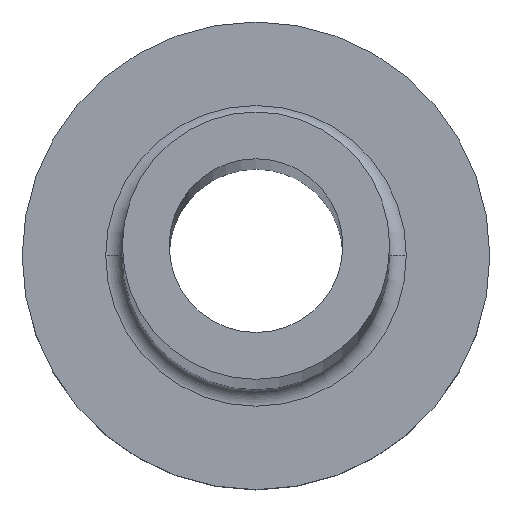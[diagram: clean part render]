
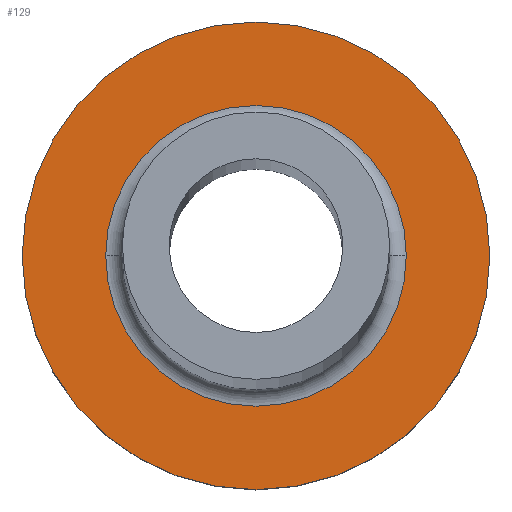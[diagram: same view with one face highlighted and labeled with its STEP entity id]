
A CAD part, top view. The second image highlights one B-rep face of the part: STEP entity #129.
In plain terms, the highlighted planar face has unit normal (0, 0, 1).
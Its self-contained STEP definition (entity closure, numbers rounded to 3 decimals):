
#1 = VERTEX_POINT ( 'NONE', #335 ) ;
#9 = CIRCLE ( 'NONE', #358, 7. ) ;
#11 = DIRECTION ( 'NONE',  ( 0., 0., -1. ) ) ;
#12 = CIRCLE ( 'NONE', #60, 4.5 ) ;
#19 = DIRECTION ( 'NONE',  ( 1., 0., 0. ) ) ;
#31 = ORIENTED_EDGE ( 'NONE', *, *, #56, .T. ) ;
#36 = EDGE_CURVE ( 'NONE', #352, #178, #9, .T. ) ;
#56 = EDGE_CURVE ( 'NONE', #178, #352, #110, .T. ) ;
#60 = AXIS2_PLACEMENT_3D ( 'NONE', #275, #11, #357 ) ;
#73 = CARTESIAN_POINT ( 'NONE',  ( 0., 0., 5. ) ) ;
#87 = FACE_OUTER_BOUND ( 'NONE', #363, .T. ) ;
#95 = ORIENTED_EDGE ( 'NONE', *, *, #36, .T. ) ;
#104 = DIRECTION ( 'NONE',  ( 0., 0., 1. ) ) ;
#110 = CIRCLE ( 'NONE', #264, 7. ) ;
#129 = ADVANCED_FACE ( 'NONE', ( #373, #87 ), #317, .T. ) ;
#142 = CARTESIAN_POINT ( 'NONE',  ( 0., 0., 5. ) ) ;
#167 = CIRCLE ( 'NONE', #376, 4.5 ) ;
#172 = DIRECTION ( 'NONE',  ( 1., 0., 0. ) ) ;
#175 = DIRECTION ( 'NONE',  ( 0., 0., -1. ) ) ;
#176 = EDGE_CURVE ( 'NONE', #299, #1, #167, .T. ) ;
#178 = VERTEX_POINT ( 'NONE', #314 ) ;
#195 = EDGE_LOOP ( 'NONE', ( #249, #350 ) ) ;
#217 = CARTESIAN_POINT ( 'NONE',  ( 0., 0., 5. ) ) ;
#249 = ORIENTED_EDGE ( 'NONE', *, *, #279, .T. ) ;
#263 = DIRECTION ( 'NONE',  ( 1., 0., 0. ) ) ;
#264 = AXIS2_PLACEMENT_3D ( 'NONE', #217, #338, #19 ) ;
#274 = DIRECTION ( 'NONE',  ( 1., 0., 0. ) ) ;
#275 = CARTESIAN_POINT ( 'NONE',  ( 0., 0., 5. ) ) ;
#279 = EDGE_CURVE ( 'NONE', #1, #299, #12, .T. ) ;
#291 = AXIS2_PLACEMENT_3D ( 'NONE', #142, #322, #263 ) ;
#292 = CARTESIAN_POINT ( 'NONE',  ( 0., 0., 5. ) ) ;
#299 = VERTEX_POINT ( 'NONE', #300 ) ;
#300 = CARTESIAN_POINT ( 'NONE',  ( -4.5, 0., 5. ) ) ;
#314 = CARTESIAN_POINT ( 'NONE',  ( 7., 0., 5. ) ) ;
#317 = PLANE ( 'NONE',  #291 ) ;
#322 = DIRECTION ( 'NONE',  ( 0., 0., 1. ) ) ;
#331 = CARTESIAN_POINT ( 'NONE',  ( -7., 0., 5. ) ) ;
#335 = CARTESIAN_POINT ( 'NONE',  ( 4.5, 0., 5. ) ) ;
#338 = DIRECTION ( 'NONE',  ( 0., 0., 1. ) ) ;
#350 = ORIENTED_EDGE ( 'NONE', *, *, #176, .T. ) ;
#352 = VERTEX_POINT ( 'NONE', #331 ) ;
#357 = DIRECTION ( 'NONE',  ( 1., 0., 0. ) ) ;
#358 = AXIS2_PLACEMENT_3D ( 'NONE', #73, #104, #274 ) ;
#363 = EDGE_LOOP ( 'NONE', ( #95, #31 ) ) ;
#373 = FACE_BOUND ( 'NONE', #195, .T. ) ;
#376 = AXIS2_PLACEMENT_3D ( 'NONE', #292, #175, #172 ) ;
